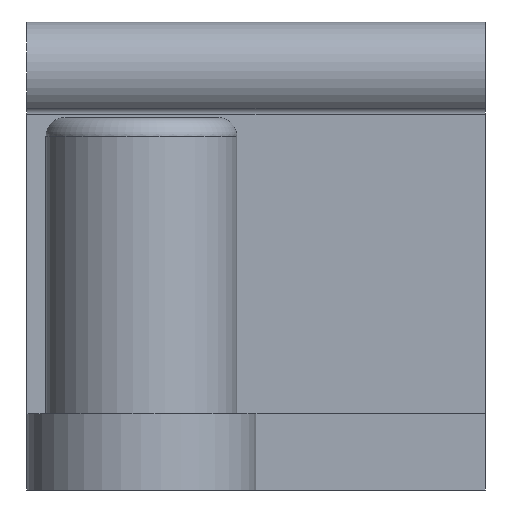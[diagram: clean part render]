
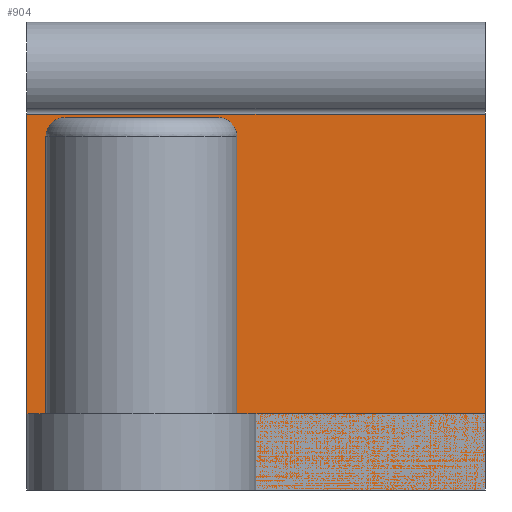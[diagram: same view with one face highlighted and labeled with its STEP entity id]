
A CAD part, left-side view. The second image highlights one B-rep face of the part: STEP entity #904.
In plain terms, the highlighted planar face has unit normal (-1, 0, 0).
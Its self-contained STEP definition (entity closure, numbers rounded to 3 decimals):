
#17=B_SPLINE_CURVE_WITH_KNOTS('',3,(#1511,#1512,#1513,#1514,#1515,#1516,
#1517,#1518,#1519,#1520),.UNSPECIFIED.,.F.,.F.,(4,2,2,2,4),(0.,0.018,
0.037,0.056,0.078),.UNSPECIFIED.);
#18=B_SPLINE_CURVE_WITH_KNOTS('',3,(#1524,#1525,#1526,#1527,#1528,#1529,
#1530,#1531,#1532,#1533),.UNSPECIFIED.,.F.,.F.,(4,2,2,2,4),(0.238,
0.259,0.279,0.298,0.316),
 .UNSPECIFIED.);
#54=PLANE('',#1001);
#99=FACE_OUTER_BOUND('',#153,.T.);
#153=EDGE_LOOP('',(#769,#770,#771,#772,#773,#774,#775,#776,#777,#778,#779));
#214=LINE('',#1433,#300);
#237=LINE('',#1537,#323);
#238=LINE('',#1540,#324);
#240=LINE('',#1549,#326);
#241=LINE('',#1550,#327);
#242=LINE('',#1551,#328);
#243=LINE('',#1552,#329);
#244=LINE('',#1554,#330);
#245=LINE('',#1555,#331);
#300=VECTOR('',#1172,10.);
#323=VECTOR('',#1225,10.);
#324=VECTOR('',#1228,10.);
#326=VECTOR('',#1238,10.);
#327=VECTOR('',#1239,10.);
#328=VECTOR('',#1240,10.);
#329=VECTOR('',#1241,10.);
#330=VECTOR('',#1242,10.);
#331=VECTOR('',#1243,10.);
#426=VERTEX_POINT('',#1429);
#427=VERTEX_POINT('',#1431);
#449=VERTEX_POINT('',#1509);
#450=VERTEX_POINT('',#1510);
#451=VERTEX_POINT('',#1521);
#452=VERTEX_POINT('',#1523);
#453=VERTEX_POINT('',#1536);
#454=VERTEX_POINT('',#1538);
#455=VERTEX_POINT('',#1542);
#457=VERTEX_POINT('',#1548);
#458=VERTEX_POINT('',#1553);
#534=EDGE_CURVE('',#427,#426,#214,.T.);
#563=EDGE_CURVE('',#449,#450,#17,.F.);
#565=EDGE_CURVE('',#451,#452,#18,.F.);
#567=EDGE_CURVE('',#453,#450,#237,.T.);
#569=EDGE_CURVE('',#454,#451,#238,.T.);
#573=EDGE_CURVE('',#457,#427,#240,.T.);
#574=EDGE_CURVE('',#457,#453,#241,.T.);
#575=EDGE_CURVE('',#455,#449,#242,.T.);
#576=EDGE_CURVE('',#452,#455,#243,.T.);
#577=EDGE_CURVE('',#454,#458,#244,.T.);
#578=EDGE_CURVE('',#458,#426,#245,.T.);
#769=ORIENTED_EDGE('',*,*,#534,.F.);
#770=ORIENTED_EDGE('',*,*,#573,.F.);
#771=ORIENTED_EDGE('',*,*,#574,.T.);
#772=ORIENTED_EDGE('',*,*,#567,.T.);
#773=ORIENTED_EDGE('',*,*,#563,.F.);
#774=ORIENTED_EDGE('',*,*,#575,.F.);
#775=ORIENTED_EDGE('',*,*,#576,.F.);
#776=ORIENTED_EDGE('',*,*,#565,.F.);
#777=ORIENTED_EDGE('',*,*,#569,.F.);
#778=ORIENTED_EDGE('',*,*,#577,.T.);
#779=ORIENTED_EDGE('',*,*,#578,.T.);
#904=ADVANCED_FACE('',(#99),#54,.T.);
#1001=AXIS2_PLACEMENT_3D('',#1547,#1236,#1237);
#1172=DIRECTION('',(0.,-1.,0.));
#1225=DIRECTION('',(0.,0.,1.));
#1228=DIRECTION('',(0.,0.,1.));
#1236=DIRECTION('center_axis',(-1.,0.,0.));
#1237=DIRECTION('ref_axis',(0.,-1.,0.));
#1238=DIRECTION('',(0.,0.,1.));
#1239=DIRECTION('',(0.,-1.,0.));
#1240=DIRECTION('',(0.,1.,0.));
#1241=DIRECTION('',(0.,1.,0.));
#1242=DIRECTION('',(0.,-1.,0.));
#1243=DIRECTION('',(0.,0.,1.));
#1429=CARTESIAN_POINT('',(34.15,4.,4.832));
#1431=CARTESIAN_POINT('',(34.15,16.,4.832));
#1433=CARTESIAN_POINT('',(34.15,4.,4.832));
#1509=CARTESIAN_POINT('',(34.15,14.786,4.75));
#1510=CARTESIAN_POINT('',(34.15,15.332,4.25));
#1511=CARTESIAN_POINT('Ctrl Pts',(34.15,15.332,4.25));
#1512=CARTESIAN_POINT('Ctrl Pts',(34.15,15.332,4.31));
#1513=CARTESIAN_POINT('Ctrl Pts',(34.15,15.318,4.381));
#1514=CARTESIAN_POINT('Ctrl Pts',(34.15,15.269,4.493));
#1515=CARTESIAN_POINT('Ctrl Pts',(34.15,15.226,4.554));
#1516=CARTESIAN_POINT('Ctrl Pts',(34.15,15.134,4.643));
#1517=CARTESIAN_POINT('Ctrl Pts',(34.15,15.067,4.685));
#1518=CARTESIAN_POINT('Ctrl Pts',(34.15,14.94,4.735));
#1519=CARTESIAN_POINT('Ctrl Pts',(34.15,14.857,4.75));
#1520=CARTESIAN_POINT('Ctrl Pts',(34.15,14.786,4.75));
#1521=CARTESIAN_POINT('',(34.15,10.668,4.25));
#1523=CARTESIAN_POINT('',(34.15,11.214,4.75));
#1524=CARTESIAN_POINT('Ctrl Pts',(34.15,11.214,4.75));
#1525=CARTESIAN_POINT('Ctrl Pts',(34.15,11.143,4.75));
#1526=CARTESIAN_POINT('Ctrl Pts',(34.15,11.06,4.735));
#1527=CARTESIAN_POINT('Ctrl Pts',(34.15,10.933,4.685));
#1528=CARTESIAN_POINT('Ctrl Pts',(34.15,10.866,4.643));
#1529=CARTESIAN_POINT('Ctrl Pts',(34.15,10.774,4.554));
#1530=CARTESIAN_POINT('Ctrl Pts',(34.15,10.731,4.493));
#1531=CARTESIAN_POINT('Ctrl Pts',(34.15,10.682,4.381));
#1532=CARTESIAN_POINT('Ctrl Pts',(34.15,10.668,4.31));
#1533=CARTESIAN_POINT('Ctrl Pts',(34.15,10.668,4.25));
#1536=CARTESIAN_POINT('',(34.15,15.332,-5.));
#1537=CARTESIAN_POINT('',(34.15,15.332,-5.));
#1538=CARTESIAN_POINT('',(34.15,10.668,-5.));
#1540=CARTESIAN_POINT('',(34.15,10.668,-5.));
#1542=CARTESIAN_POINT('',(34.15,13.,4.75));
#1547=CARTESIAN_POINT('Origin',(34.15,16.,-5.));
#1548=CARTESIAN_POINT('',(34.15,16.,-5.));
#1549=CARTESIAN_POINT('',(34.15,16.,-5.));
#1550=CARTESIAN_POINT('',(34.15,16.,-5.));
#1551=CARTESIAN_POINT('',(34.15,12.25,4.75));
#1552=CARTESIAN_POINT('',(34.15,12.25,4.75));
#1553=CARTESIAN_POINT('',(34.15,4.,-5.));
#1554=CARTESIAN_POINT('',(34.15,16.,-5.));
#1555=CARTESIAN_POINT('',(34.15,4.,-5.));
